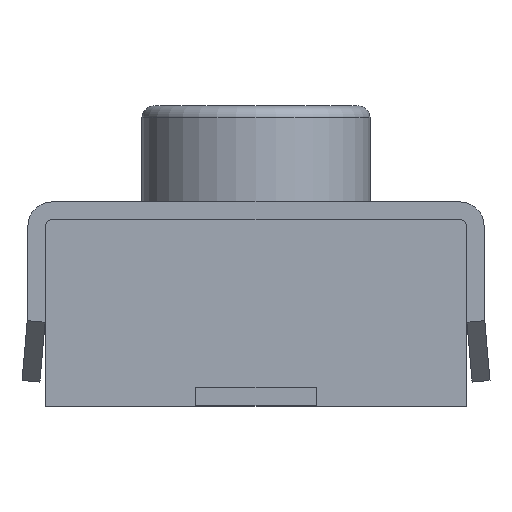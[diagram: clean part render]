
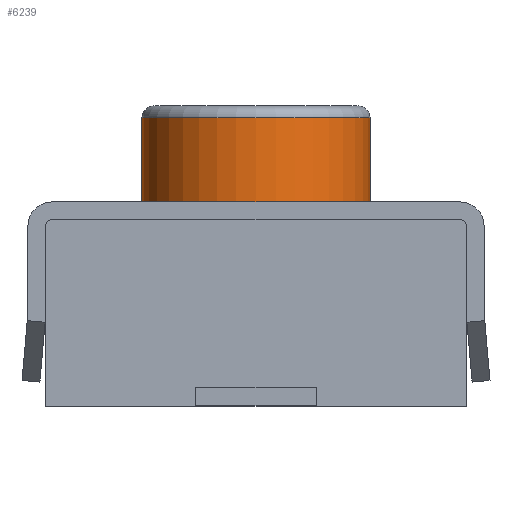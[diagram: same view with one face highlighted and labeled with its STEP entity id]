
A CAD part, front view. The second image highlights one B-rep face of the part: STEP entity #6239.
In plain terms, the highlighted cylindrical face has radius 0.95 mm (diameter 1.9 mm), a full revolution.
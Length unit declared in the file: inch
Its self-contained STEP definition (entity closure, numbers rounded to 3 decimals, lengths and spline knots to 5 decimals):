
#6239 = ADVANCED_FACE('',(#6240),#6254,.T.);
#6240 = FACE_BOUND('',#6241,.T.);
#6241 = EDGE_LOOP('',(#6242,#6272,#6299,#6300));
#6242 = ORIENTED_EDGE('',*,*,#6243,.T.);
#6243 = EDGE_CURVE('',#6244,#6246,#6248,.T.);
#6244 = VERTEX_POINT('',#6245);
#6245 = CARTESIAN_POINT('',(0.0374,0.,
    0.03051));
#6246 = VERTEX_POINT('',#6247);
#6247 = CARTESIAN_POINT('',(0.0374,0.,
    0.09449));
#6248 = SEAM_CURVE('',#6249,(#6253,#6265),.PCURVE_S1.);
#6249 = LINE('',#6250,#6251);
#6250 = CARTESIAN_POINT('',(0.0374,0.,
    0.03051));
#6251 = VECTOR('',#6252,0.03937);
#6252 = DIRECTION('',(0.,0.,1.));
#6253 = PCURVE('',#6254,#6259);
#6254 = CYLINDRICAL_SURFACE('',#6255,0.0374);
#6255 = AXIS2_PLACEMENT_3D('',#6256,#6257,#6258);
#6256 = CARTESIAN_POINT('',(0.,0.,
    0.03051));
#6257 = DIRECTION('',(0.,0.,1.));
#6258 = DIRECTION('',(1.,0.,0.));
#6259 = DEFINITIONAL_REPRESENTATION('',(#6260),#6264);
#6260 = LINE('',#6261,#6262);
#6261 = CARTESIAN_POINT('',(6.283,-0.));
#6262 = VECTOR('',#6263,1.);
#6263 = DIRECTION('',(0.,1.));
#6264 = ( GEOMETRIC_REPRESENTATION_CONTEXT(2) 
PARAMETRIC_REPRESENTATION_CONTEXT() REPRESENTATION_CONTEXT('2D SPACE',''
  ) );
#6265 = PCURVE('',#6254,#6266);
#6266 = DEFINITIONAL_REPRESENTATION('',(#6267),#6271);
#6267 = LINE('',#6268,#6269);
#6268 = CARTESIAN_POINT('',(0.,-0.));
#6269 = VECTOR('',#6270,1.);
#6270 = DIRECTION('',(0.,1.));
#6271 = ( GEOMETRIC_REPRESENTATION_CONTEXT(2) 
PARAMETRIC_REPRESENTATION_CONTEXT() REPRESENTATION_CONTEXT('2D SPACE',''
  ) );
#6272 = ORIENTED_EDGE('',*,*,#6273,.F.);
#6273 = EDGE_CURVE('',#6246,#6246,#6274,.T.);
#6274 = SURFACE_CURVE('',#6275,(#6280,#6287),.PCURVE_S1.);
#6275 = CIRCLE('',#6276,0.0374);
#6276 = AXIS2_PLACEMENT_3D('',#6277,#6278,#6279);
#6277 = CARTESIAN_POINT('',(0.,0.,
    0.09449));
#6278 = DIRECTION('',(0.,0.,1.));
#6279 = DIRECTION('',(1.,0.,-0.));
#6280 = PCURVE('',#6254,#6281);
#6281 = DEFINITIONAL_REPRESENTATION('',(#6282),#6286);
#6282 = LINE('',#6283,#6284);
#6283 = CARTESIAN_POINT('',(0.,0.064));
#6284 = VECTOR('',#6285,1.);
#6285 = DIRECTION('',(1.,0.));
#6286 = ( GEOMETRIC_REPRESENTATION_CONTEXT(2) 
PARAMETRIC_REPRESENTATION_CONTEXT() REPRESENTATION_CONTEXT('2D SPACE',''
  ) );
#6287 = PCURVE('',#6288,#6293);
#6288 = TOROIDAL_SURFACE('',#6289,0.03346,0.00394
  );
#6289 = AXIS2_PLACEMENT_3D('',#6290,#6291,#6292);
#6290 = CARTESIAN_POINT('',(0.,0.,
    0.09449));
#6291 = DIRECTION('',(0.,0.,1.));
#6292 = DIRECTION('',(1.,0.,-0.));
#6293 = DEFINITIONAL_REPRESENTATION('',(#6294),#6298);
#6294 = LINE('',#6295,#6296);
#6295 = CARTESIAN_POINT('',(0.,0.));
#6296 = VECTOR('',#6297,1.);
#6297 = DIRECTION('',(1.,0.));
#6298 = ( GEOMETRIC_REPRESENTATION_CONTEXT(2) 
PARAMETRIC_REPRESENTATION_CONTEXT() REPRESENTATION_CONTEXT('2D SPACE',''
  ) );
#6299 = ORIENTED_EDGE('',*,*,#6243,.F.);
#6300 = ORIENTED_EDGE('',*,*,#6301,.T.);
#6301 = EDGE_CURVE('',#6244,#6244,#6302,.T.);
#6302 = SURFACE_CURVE('',#6303,(#6308,#6315),.PCURVE_S1.);
#6303 = CIRCLE('',#6304,0.0374);
#6304 = AXIS2_PLACEMENT_3D('',#6305,#6306,#6307);
#6305 = CARTESIAN_POINT('',(0.,0.,
    0.03051));
#6306 = DIRECTION('',(0.,0.,1.));
#6307 = DIRECTION('',(1.,0.,0.));
#6308 = PCURVE('',#6254,#6309);
#6309 = DEFINITIONAL_REPRESENTATION('',(#6310),#6314);
#6310 = LINE('',#6311,#6312);
#6311 = CARTESIAN_POINT('',(0.,0.));
#6312 = VECTOR('',#6313,1.);
#6313 = DIRECTION('',(1.,0.));
#6314 = ( GEOMETRIC_REPRESENTATION_CONTEXT(2) 
PARAMETRIC_REPRESENTATION_CONTEXT() REPRESENTATION_CONTEXT('2D SPACE',''
  ) );
#6315 = PCURVE('',#6316,#6321);
#6316 = PLANE('',#6317);
#6317 = AXIS2_PLACEMENT_3D('',#6318,#6319,#6320);
#6318 = CARTESIAN_POINT('',(0.,0.,
    0.03051));
#6319 = DIRECTION('',(0.,0.,1.));
#6320 = DIRECTION('',(1.,0.,0.));
#6321 = DEFINITIONAL_REPRESENTATION('',(#6322),#6326);
#6322 = CIRCLE('',#6323,0.0374);
#6323 = AXIS2_PLACEMENT_2D('',#6324,#6325);
#6324 = CARTESIAN_POINT('',(0.,0.));
#6325 = DIRECTION('',(1.,0.));
#6326 = ( GEOMETRIC_REPRESENTATION_CONTEXT(2) 
PARAMETRIC_REPRESENTATION_CONTEXT() REPRESENTATION_CONTEXT('2D SPACE',''
  ) );
